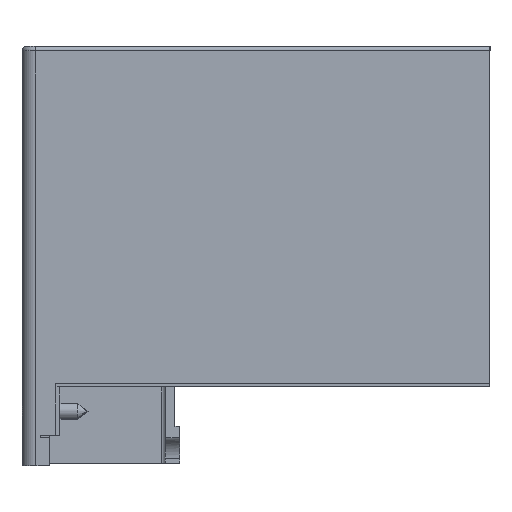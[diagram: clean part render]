
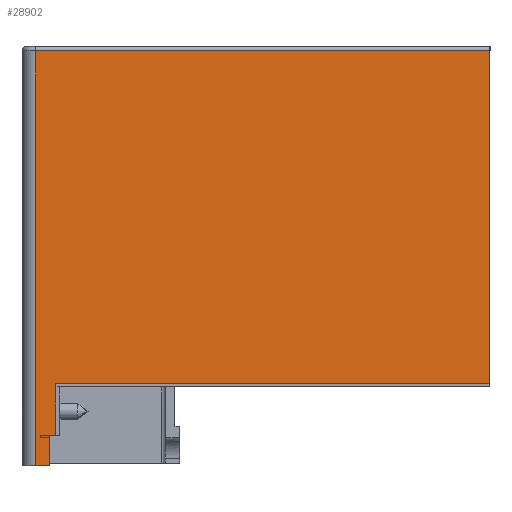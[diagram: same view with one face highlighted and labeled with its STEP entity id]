
A CAD part, left-side view. The second image highlights one B-rep face of the part: STEP entity #28902.
In plain terms, the highlighted planar face has unit normal (-1, 0, 0).
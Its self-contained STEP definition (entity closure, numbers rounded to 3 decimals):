
#5813=DIRECTION('',(0.,1.,0.));
#5814=VECTOR('',#5813,1.3);
#5815=CARTESIAN_POINT('',(-105.,93.7,252.));
#5816=LINE('',#5815,#5814);
#5817=DIRECTION('',(0.,0.,-1.));
#5818=VECTOR('',#5817,6.5);
#5819=CARTESIAN_POINT('',(-105.,95.,252.));
#5820=LINE('',#5819,#5818);
#5821=DIRECTION('',(0.,1.,0.));
#5822=VECTOR('',#5821,3.);
#5823=CARTESIAN_POINT('',(-105.,95.,245.5));
#5824=LINE('',#5823,#5822);
#5825=DIRECTION('',(0.,0.,-1.));
#5826=VECTOR('',#5825,71.8);
#5827=CARTESIAN_POINT('',(-105.,0.,335.));
#5828=LINE('',#5827,#5826);
#5829=DIRECTION('',(0.,0.,1.));
#5830=VECTOR('',#5829,11.2);
#5831=CARTESIAN_POINT('',(-105.,93.7,252.));
#5832=LINE('',#5831,#5830);
#5845=DIRECTION('',(0.,-1.,0.));
#5846=VECTOR('',#5845,93.7);
#5847=CARTESIAN_POINT('',(-105.,93.7,263.2));
#5848=LINE('',#5847,#5846);
#5857=DIRECTION('',(0.,0.,-1.));
#5858=VECTOR('',#5857,89.5);
#5859=CARTESIAN_POINT('',(-105.,98.,335.));
#5860=LINE('',#5859,#5858);
#12500=DIRECTION('',(0.,1.,0.));
#12501=VECTOR('',#12500,98.);
#12502=CARTESIAN_POINT('',(-105.,0.,335.));
#12503=LINE('',#12502,#12501);
#16764=CARTESIAN_POINT('',(-105.,98.,245.5));
#16766=VERTEX_POINT('',#16764);
#16768=CARTESIAN_POINT('',(-105.,95.,245.5));
#16770=VERTEX_POINT('',#16768);
#17840=CARTESIAN_POINT('',(-105.,0.,263.2));
#17842=VERTEX_POINT('',#17840);
#17844=CARTESIAN_POINT('',(-105.,0.,335.));
#17846=VERTEX_POINT('',#17844);
#17874=CARTESIAN_POINT('',(-105.,93.7,252.));
#17875=VERTEX_POINT('',#17874);
#17900=CARTESIAN_POINT('',(-105.,95.,252.));
#17901=VERTEX_POINT('',#17900);
#17902=CARTESIAN_POINT('',(-105.,93.7,263.2));
#17903=VERTEX_POINT('',#17902);
#17909=CARTESIAN_POINT('',(-105.,98.,335.));
#17910=VERTEX_POINT('',#17909);
#28883=CARTESIAN_POINT('',(-105.,49.,290.25));
#28884=DIRECTION('',(1.,0.,0.));
#28885=DIRECTION('',(0.,1.,0.));
#28886=AXIS2_PLACEMENT_3D('',#28883,#28884,#28885);
#28887=PLANE('',#28886);
#28889=ORIENTED_EDGE('',*,*,#28888,.F.);
#28890=ORIENTED_EDGE('',*,*,#28765,.T.);
#28891=ORIENTED_EDGE('',*,*,#28871,.T.);
#28892=ORIENTED_EDGE('',*,*,#21672,.T.);
#28894=ORIENTED_EDGE('',*,*,#28893,.F.);
#28896=ORIENTED_EDGE('',*,*,#28895,.F.);
#28897=ORIENTED_EDGE('',*,*,#28702,.T.);
#28899=ORIENTED_EDGE('',*,*,#28898,.F.);
#28900=EDGE_LOOP('',(#28889,#28890,#28891,#28892,#28894,#28896,#28897,#28899));
#28901=FACE_OUTER_BOUND('',#28900,.F.);
#21672=EDGE_CURVE('',#16770,#16766,#5824,.T.);
#28702=EDGE_CURVE('',#17846,#17842,#5828,.T.);
#28765=EDGE_CURVE('',#17875,#17901,#5816,.T.);
#28871=EDGE_CURVE('',#17901,#16770,#5820,.T.);
#28888=EDGE_CURVE('',#17875,#17903,#5832,.T.);
#28893=EDGE_CURVE('',#17910,#16766,#5860,.T.);
#28895=EDGE_CURVE('',#17846,#17910,#12503,.T.);
#28898=EDGE_CURVE('',#17903,#17842,#5848,.T.);
#28902=ADVANCED_FACE('',(#28901),#28887,.F.);
